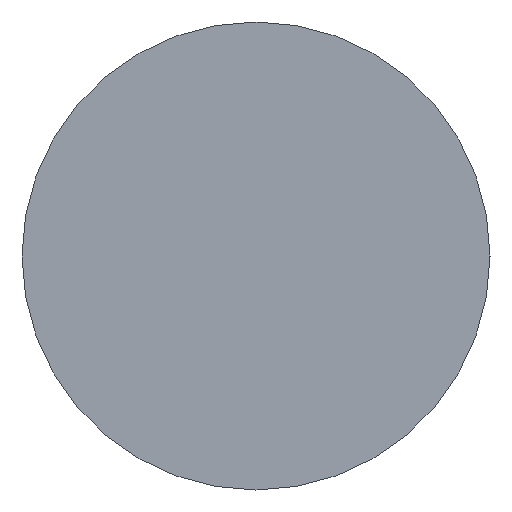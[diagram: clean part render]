
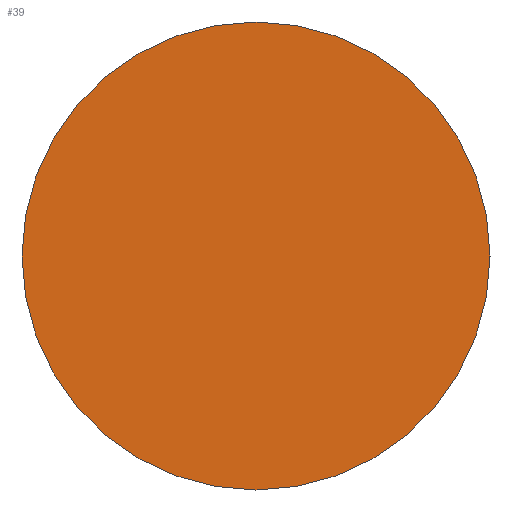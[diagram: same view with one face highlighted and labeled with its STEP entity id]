
A CAD part, left-side view. The second image highlights one B-rep face of the part: STEP entity #39.
In plain terms, the highlighted planar face has unit normal (-1, 0, 0).
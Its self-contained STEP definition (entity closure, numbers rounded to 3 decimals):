
#7 = EDGE_LOOP ( 'NONE', ( #65, #40 ) ) ;
#8 = CARTESIAN_POINT ( 'NONE',  ( 379.589, 55.923, 18. ) ) ;
#13 = VERTEX_POINT ( 'NONE', #176 ) ;
#17 = AXIS2_PLACEMENT_3D ( 'NONE', #152, #130, #166 ) ;
#19 = CARTESIAN_POINT ( 'NONE',  ( 379.589, 55.923, 0. ) ) ;
#39 = ADVANCED_FACE ( 'NONE', ( #172 ), #125, .F. ) ;
#40 = ORIENTED_EDGE ( 'NONE', *, *, #82, .T. ) ;
#61 = AXIS2_PLACEMENT_3D ( 'NONE', #19, #171, #141 ) ;
#65 = ORIENTED_EDGE ( 'NONE', *, *, #94, .T. ) ;
#76 = CIRCLE ( 'NONE', #61, 18. ) ;
#77 = AXIS2_PLACEMENT_3D ( 'NONE', #115, #85, #129 ) ;
#82 = EDGE_CURVE ( 'NONE', #13, #161, #103, .T. ) ;
#85 = DIRECTION ( 'NONE',  ( -1., 0., 0. ) ) ;
#94 = EDGE_CURVE ( 'NONE', #161, #13, #76, .T. ) ;
#103 = CIRCLE ( 'NONE', #77, 18. ) ;
#115 = CARTESIAN_POINT ( 'NONE',  ( 379.589, 55.923, 0. ) ) ;
#125 = PLANE ( 'NONE',  #17 ) ;
#129 = DIRECTION ( 'NONE',  ( 0., 0., 1. ) ) ;
#130 = DIRECTION ( 'NONE',  ( 1., 0., 0. ) ) ;
#141 = DIRECTION ( 'NONE',  ( 0., 0., 1. ) ) ;
#152 = CARTESIAN_POINT ( 'NONE',  ( 379.589, 55.923, 0. ) ) ;
#161 = VERTEX_POINT ( 'NONE', #8 ) ;
#166 = DIRECTION ( 'NONE',  ( 0., 0., -1. ) ) ;
#171 = DIRECTION ( 'NONE',  ( -1., 0., 0. ) ) ;
#172 = FACE_OUTER_BOUND ( 'NONE', #7, .T. ) ;
#176 = CARTESIAN_POINT ( 'NONE',  ( 379.589, 55.923, -18. ) ) ;
